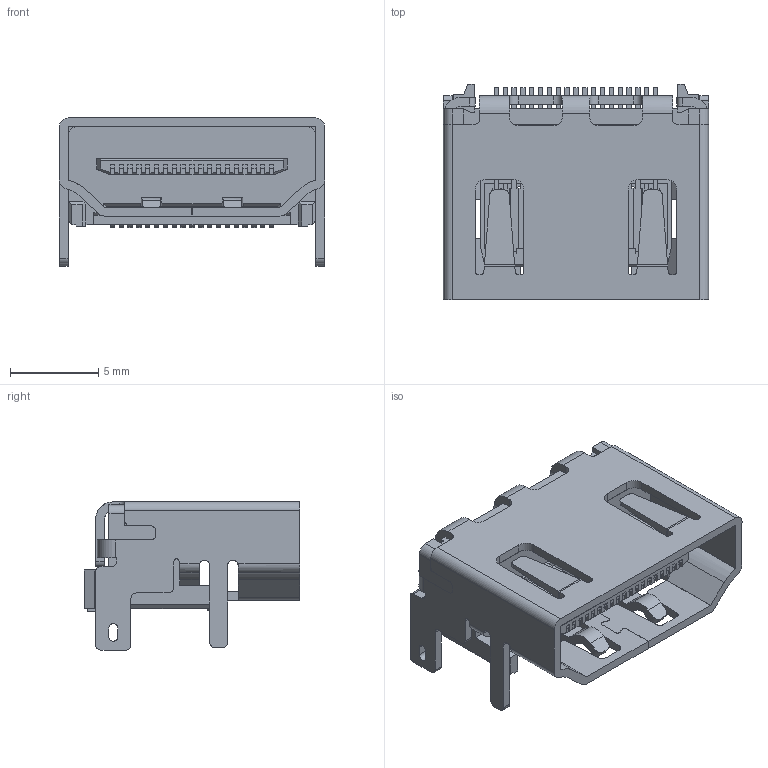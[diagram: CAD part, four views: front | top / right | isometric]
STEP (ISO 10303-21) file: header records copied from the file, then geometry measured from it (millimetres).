
FILE_DESCRIPTION(/* description */ ('Unknown'),/* implementation_level */ '2;1');
FILE_NAME(/* name */ 'J_Wurth_WR-HDMI_685119189623',/* time_stamp */ '2025-09-17T11:24:01+08:00',/* author */ ('Unknown'),/* organization */ ('Unknown'),/* preprocessor_version */ 'ST-DEVELOPER v19.4',/* originating_system */ 'Solid Edge',/* authorisation */ 'Unknown');
FILE_SCHEMA (('AUTOMOTIVE_DESIGN {1 0 10303 214 3 1 1}'));
Length unit declared in the file: millimetre
Products named in the file (2): J_Wurth_WR-HDMI_685119189623
Assembly tree (1 placements, depth 2):
  J_Wurth_WR-HDMI_685119189623
    J_Wurth_WR-HDMI_685119189623
Bounding box: 15 x 12.2 x 8.38 mm (x, y, z)
Volume: 435.5 mm3; surface area: 1748.5 mm2
Topology: 21 solids, 21 shells, 1440 faces, 4293 edges, 2828 vertices
Faces by surface type: plane 1010, cylinder 430
Entity records: 52118 total; most frequent: CARTESIAN_POINT 8671, ORIENTED_EDGE 8586, DIRECTION 8031, EDGE_CURVE 4293, LINE 3367, VECTOR 3367, VERTEX_POINT 2828, AXIS2_PLACEMENT_3D 2332
